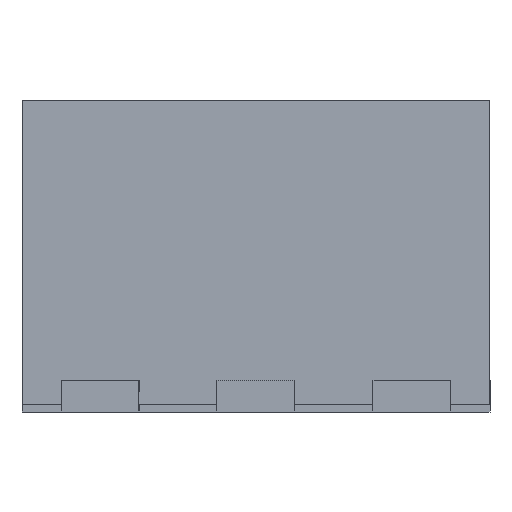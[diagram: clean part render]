
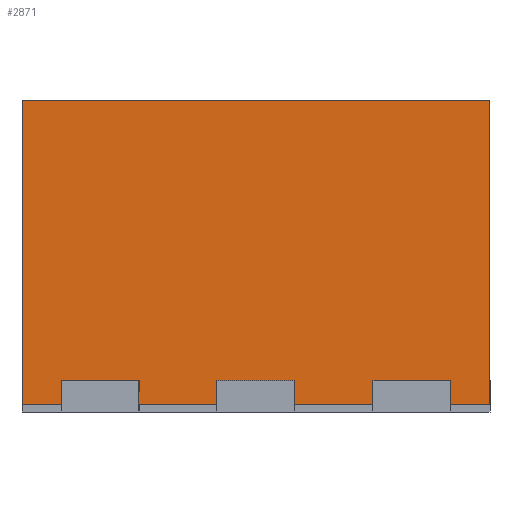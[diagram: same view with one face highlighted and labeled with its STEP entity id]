
A CAD part, front view. The second image highlights one B-rep face of the part: STEP entity #2871.
In plain terms, the highlighted face is planar.
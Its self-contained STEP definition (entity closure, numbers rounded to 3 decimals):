
#149 = AXIS2_PLACEMENT_3D ( 'NONE', #3537, #4420, #3932 ) ;
#201 = EDGE_CURVE ( 'NONE', #3366, #6347, #433, .T. ) ;
#311 = ORIENTED_EDGE ( 'NONE', *, *, #2276, .T. ) ;
#326 = CARTESIAN_POINT ( 'NONE',  ( -0.75, 0.075, 1.25 ) ) ;
#422 = DIRECTION ( 'NONE',  ( 0., -1., 0. ) ) ;
#433 = LINE ( 'NONE', #2963, #4199 ) ;
#591 = VERTEX_POINT ( 'NONE', #740 ) ;
#600 = EDGE_CURVE ( 'NONE', #6422, #653, #2804, .T. ) ;
#612 = CARTESIAN_POINT ( 'NONE',  ( -0.75, 0.075, 1.25 ) ) ;
#653 = VERTEX_POINT ( 'NONE', #4925 ) ;
#683 = VERTEX_POINT ( 'NONE', #2328 ) ;
#726 = EDGE_LOOP ( 'NONE', ( #6052, #3620, #5305, #1831, #311, #5002, #3990, #3164, #2986, #6620, #4217, #3891, #5046, #2380, #3101, #6143 ) ) ;
#740 = CARTESIAN_POINT ( 'NONE',  ( -0.375, 0.075, 1.25 ) ) ;
#892 = LINE ( 'NONE', #3501, #3289 ) ;
#899 = EDGE_CURVE ( 'NONE', #2853, #653, #5232, .T. ) ;
#921 = CARTESIAN_POINT ( 'NONE',  ( -0.75, 0., 1.25 ) ) ;
#1025 = CARTESIAN_POINT ( 'NONE',  ( -0.75, 0., 1.25 ) ) ;
#1047 = DIRECTION ( 'NONE',  ( 0., -1., 0. ) ) ;
#1079 = CARTESIAN_POINT ( 'NONE',  ( 0.125, 0., 1.25 ) ) ;
#1096 = CARTESIAN_POINT ( 'NONE',  ( 0.625, 0., 1.25 ) ) ;
#1105 = VECTOR ( 'NONE', #3095, 1000. ) ;
#1131 = CARTESIAN_POINT ( 'NONE',  ( -0.75, 0.075, 1.25 ) ) ;
#1151 = VECTOR ( 'NONE', #1565, 1000. ) ;
#1162 = CARTESIAN_POINT ( 'NONE',  ( 0.75, 0., 1.25 ) ) ;
#1209 = DIRECTION ( 'NONE',  ( 0., 1., 0. ) ) ;
#1299 = LINE ( 'NONE', #5250, #2201 ) ;
#1471 = LINE ( 'NONE', #5480, #2577 ) ;
#1493 = VERTEX_POINT ( 'NONE', #1079 ) ;
#1565 = DIRECTION ( 'NONE',  ( 1., 0., 0. ) ) ;
#1594 = CARTESIAN_POINT ( 'NONE',  ( -0.75, 0., 1.25 ) ) ;
#1689 = CARTESIAN_POINT ( 'NONE',  ( -0.75, 0.975, 1.25 ) ) ;
#1692 = VERTEX_POINT ( 'NONE', #2683 ) ;
#1761 = VERTEX_POINT ( 'NONE', #5660 ) ;
#1797 = CARTESIAN_POINT ( 'NONE',  ( 0.625, 0.075, 1.25 ) ) ;
#1831 = ORIENTED_EDGE ( 'NONE', *, *, #5663, .T. ) ;
#1834 = VECTOR ( 'NONE', #3446, 1000. ) ;
#1895 = DIRECTION ( 'NONE',  ( 0., 1., 0. ) ) ;
#1951 = PLANE ( 'NONE',  #149 ) ;
#2040 = DIRECTION ( 'NONE',  ( 0., -1., 0. ) ) ;
#2070 = LINE ( 'NONE', #4110, #4162 ) ;
#2090 = CARTESIAN_POINT ( 'NONE',  ( -0.125, 0.075, 1.25 ) ) ;
#2097 = VECTOR ( 'NONE', #1895, 1000. ) ;
#2131 = LINE ( 'NONE', #612, #5520 ) ;
#2201 = VECTOR ( 'NONE', #1209, 1000. ) ;
#2268 = CARTESIAN_POINT ( 'NONE',  ( -0.625, 0.075, 1.25 ) ) ;
#2276 = EDGE_CURVE ( 'NONE', #5159, #4143, #3420, .T. ) ;
#2328 = CARTESIAN_POINT ( 'NONE',  ( 0.375, 0.075, 1.25 ) ) ;
#2361 = EDGE_CURVE ( 'NONE', #1493, #2765, #2613, .T. ) ;
#2380 = ORIENTED_EDGE ( 'NONE', *, *, #600, .F. ) ;
#2499 = CARTESIAN_POINT ( 'NONE',  ( -0.75, 0., 1.25 ) ) ;
#2577 = VECTOR ( 'NONE', #5374, 1000. ) ;
#2613 = LINE ( 'NONE', #1025, #1105 ) ;
#2642 = DIRECTION ( 'NONE',  ( 0., 1., 0. ) ) ;
#2670 = VECTOR ( 'NONE', #4954, 1000. ) ;
#2683 = CARTESIAN_POINT ( 'NONE',  ( 0.125, 0.075, 1.25 ) ) ;
#2685 = EDGE_CURVE ( 'NONE', #683, #3366, #4129, .T. ) ;
#2742 = CARTESIAN_POINT ( 'NONE',  ( 0., 0.975, 1.25 ) ) ;
#2765 = VERTEX_POINT ( 'NONE', #5816 ) ;
#2804 = LINE ( 'NONE', #2742, #6057 ) ;
#2853 = VERTEX_POINT ( 'NONE', #4981 ) ;
#2871 = ADVANCED_FACE ( 'NONE', ( #4055 ), #1951, .T. ) ;
#2950 = EDGE_CURVE ( 'NONE', #6347, #2853, #6144, .T. ) ;
#2963 = CARTESIAN_POINT ( 'NONE',  ( 0.625, 0., 1.25 ) ) ;
#2986 = ORIENTED_EDGE ( 'NONE', *, *, #3345, .T. ) ;
#3062 = LINE ( 'NONE', #4034, #1151 ) ;
#3095 = DIRECTION ( 'NONE',  ( 1., 0., 0. ) ) ;
#3101 = ORIENTED_EDGE ( 'NONE', *, *, #4782, .T. ) ;
#3117 = DIRECTION ( 'NONE',  ( 1., 0., 0. ) ) ;
#3164 = ORIENTED_EDGE ( 'NONE', *, *, #2361, .T. ) ;
#3289 = VECTOR ( 'NONE', #2040, 1000. ) ;
#3345 = EDGE_CURVE ( 'NONE', #2765, #683, #1299, .T. ) ;
#3366 = VERTEX_POINT ( 'NONE', #1797 ) ;
#3420 = LINE ( 'NONE', #6438, #2097 ) ;
#3446 = DIRECTION ( 'NONE',  ( 0., -1., 0. ) ) ;
#3501 = CARTESIAN_POINT ( 'NONE',  ( 0.125, 0., 1.25 ) ) ;
#3513 = LINE ( 'NONE', #4358, #1834 ) ;
#3537 = CARTESIAN_POINT ( 'NONE',  ( -0.75, 0., 1.25 ) ) ;
#3600 = DIRECTION ( 'NONE',  ( 1., 0., 0. ) ) ;
#3620 = ORIENTED_EDGE ( 'NONE', *, *, #3837, .T. ) ;
#3677 = DIRECTION ( 'NONE',  ( 1., 0., 0. ) ) ;
#3708 = VERTEX_POINT ( 'NONE', #2268 ) ;
#3837 = EDGE_CURVE ( 'NONE', #3708, #591, #2131, .T. ) ;
#3891 = ORIENTED_EDGE ( 'NONE', *, *, #2950, .T. ) ;
#3932 = DIRECTION ( 'NONE',  ( 1., 0., 0. ) ) ;
#3990 = ORIENTED_EDGE ( 'NONE', *, *, #5995, .T. ) ;
#4034 = CARTESIAN_POINT ( 'NONE',  ( -0.75, 0., 1.25 ) ) ;
#4055 = FACE_OUTER_BOUND ( 'NONE', #726, .T. ) ;
#4056 = EDGE_CURVE ( 'NONE', #1761, #3708, #1471, .T. ) ;
#4078 = DIRECTION ( 'NONE',  ( 1., 0., 0. ) ) ;
#4110 = CARTESIAN_POINT ( 'NONE',  ( -0.375, 0., 1.25 ) ) ;
#4129 = LINE ( 'NONE', #1131, #5689 ) ;
#4143 = VERTEX_POINT ( 'NONE', #2090 ) ;
#4162 = VECTOR ( 'NONE', #422, 1000. ) ;
#4199 = VECTOR ( 'NONE', #1047, 1000. ) ;
#4217 = ORIENTED_EDGE ( 'NONE', *, *, #201, .T. ) ;
#4358 = CARTESIAN_POINT ( 'NONE',  ( -0.75, 0., 1.25 ) ) ;
#4420 = DIRECTION ( 'NONE',  ( 0., 0., 1. ) ) ;
#4616 = VERTEX_POINT ( 'NONE', #2499 ) ;
#4782 = EDGE_CURVE ( 'NONE', #6422, #4616, #3513, .T. ) ;
#4819 = EDGE_CURVE ( 'NONE', #4143, #1692, #4878, .T. ) ;
#4878 = LINE ( 'NONE', #326, #2670 ) ;
#4925 = CARTESIAN_POINT ( 'NONE',  ( 0.75, 0.975, 1.25 ) ) ;
#4954 = DIRECTION ( 'NONE',  ( 1., 0., 0. ) ) ;
#4981 = CARTESIAN_POINT ( 'NONE',  ( 0.75, 0., 1.25 ) ) ;
#5002 = ORIENTED_EDGE ( 'NONE', *, *, #4819, .T. ) ;
#5046 = ORIENTED_EDGE ( 'NONE', *, *, #899, .T. ) ;
#5068 = LINE ( 'NONE', #921, #6409 ) ;
#5077 = CARTESIAN_POINT ( 'NONE',  ( -0.125, 0., 1.25 ) ) ;
#5159 = VERTEX_POINT ( 'NONE', #5077 ) ;
#5232 = LINE ( 'NONE', #1162, #6449 ) ;
#5250 = CARTESIAN_POINT ( 'NONE',  ( 0.375, 0., 1.25 ) ) ;
#5305 = ORIENTED_EDGE ( 'NONE', *, *, #5446, .T. ) ;
#5374 = DIRECTION ( 'NONE',  ( 0., 1., 0. ) ) ;
#5414 = EDGE_CURVE ( 'NONE', #4616, #1761, #5068, .T. ) ;
#5446 = EDGE_CURVE ( 'NONE', #591, #5890, #2070, .T. ) ;
#5480 = CARTESIAN_POINT ( 'NONE',  ( -0.625, 0., 1.25 ) ) ;
#5520 = VECTOR ( 'NONE', #6230, 1000. ) ;
#5660 = CARTESIAN_POINT ( 'NONE',  ( -0.625, 0., 1.25 ) ) ;
#5663 = EDGE_CURVE ( 'NONE', #5890, #5159, #3062, .T. ) ;
#5689 = VECTOR ( 'NONE', #3117, 1000. ) ;
#5816 = CARTESIAN_POINT ( 'NONE',  ( 0.375, 0., 1.25 ) ) ;
#5890 = VERTEX_POINT ( 'NONE', #6583 ) ;
#5995 = EDGE_CURVE ( 'NONE', #1692, #1493, #892, .T. ) ;
#6052 = ORIENTED_EDGE ( 'NONE', *, *, #4056, .T. ) ;
#6057 = VECTOR ( 'NONE', #3677, 1000. ) ;
#6143 = ORIENTED_EDGE ( 'NONE', *, *, #5414, .T. ) ;
#6144 = LINE ( 'NONE', #1594, #6467 ) ;
#6230 = DIRECTION ( 'NONE',  ( 1., 0., 0. ) ) ;
#6347 = VERTEX_POINT ( 'NONE', #1096 ) ;
#6409 = VECTOR ( 'NONE', #4078, 1000. ) ;
#6422 = VERTEX_POINT ( 'NONE', #1689 ) ;
#6438 = CARTESIAN_POINT ( 'NONE',  ( -0.125, 0., 1.25 ) ) ;
#6449 = VECTOR ( 'NONE', #2642, 1000. ) ;
#6467 = VECTOR ( 'NONE', #3600, 1000. ) ;
#6583 = CARTESIAN_POINT ( 'NONE',  ( -0.375, 0., 1.25 ) ) ;
#6620 = ORIENTED_EDGE ( 'NONE', *, *, #2685, .T. ) ;
